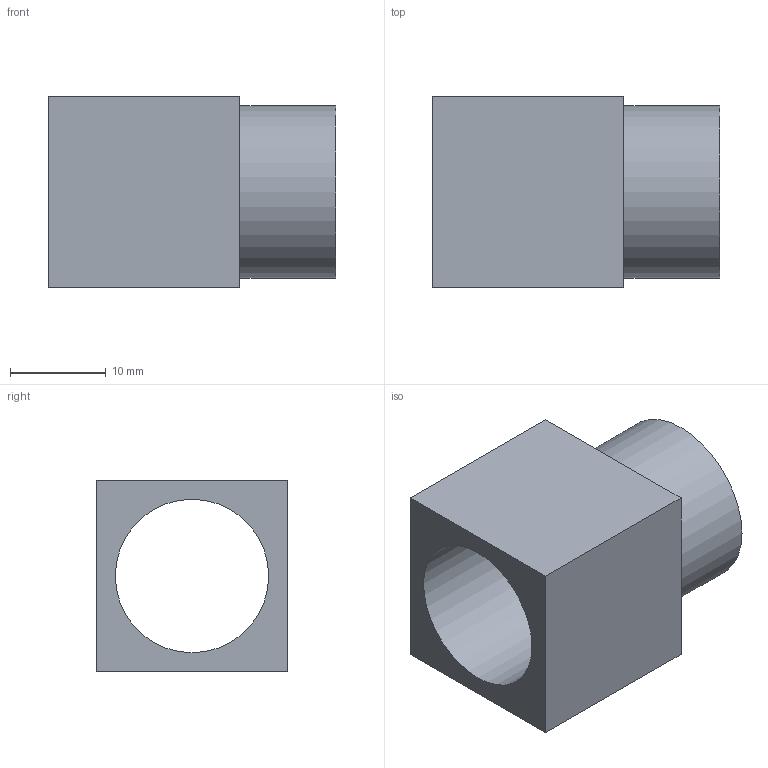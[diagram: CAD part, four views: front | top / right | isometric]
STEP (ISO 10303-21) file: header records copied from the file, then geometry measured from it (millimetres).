
FILE_DESCRIPTION(/* description */ (''),/* implementation_level */ '2;1');
FILE_NAME(/* name */ 'prepoj.stp',/* time_stamp */ '2023-02-01T19:49:35+01:00',/* author */ (''),/* organization */ (''),/* preprocessor_version */ 'ST-DEVELOPER v15.2',/* originating_system */ 'Autodesk Translator Framework v2.0.0.5431',/* authorisation */ '');
FILE_SCHEMA (('AUTOMOTIVE_DESIGN { 1 0 10303 214 3 1 1 }'));
Length unit declared in the file: centimetre
Products named in the file (1): (Unsaved)
Bounding box: 30 x 20 x 20 mm (x, y, z)
Volume: 4512.8 mm3; surface area: 4071.3 mm2
Topology: 1 solids, 1 shells, 9 faces, 18 edges, 12 vertices
Faces by surface type: plane 7, cylinder 2
Full cylindrical faces by diameter (mm): 16 x1, 18 x1
Entity records: 249 total; most frequent: DIRECTION 40, CARTESIAN_POINT 38, ORIENTED_EDGE 32, EDGE_CURVE 16, EDGE_LOOP 14, AXIS2_PLACEMENT_3D 14, LINE 12, VECTOR 12
